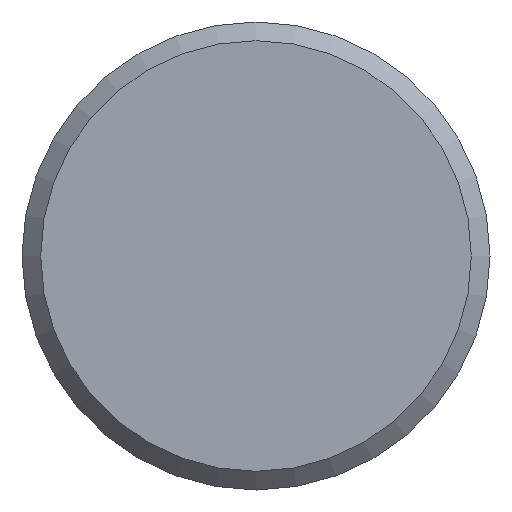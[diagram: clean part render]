
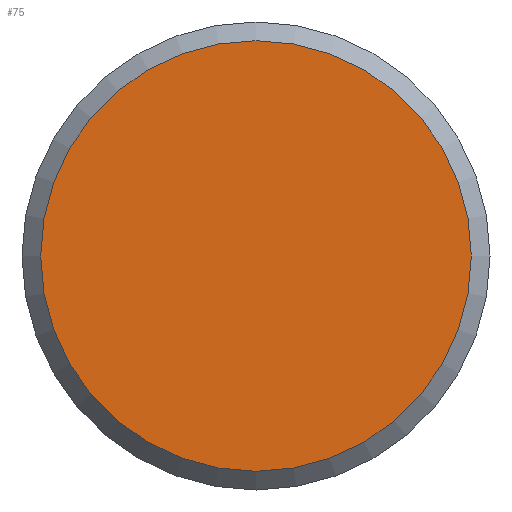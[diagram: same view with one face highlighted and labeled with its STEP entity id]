
A CAD part, front view. The second image highlights one B-rep face of the part: STEP entity #75.
In plain terms, the highlighted planar face has unit normal (0, -1, 0).
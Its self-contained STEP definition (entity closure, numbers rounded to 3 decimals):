
#75 = ADVANCED_FACE( '', ( #182 ), #183, .F. );
#182 = FACE_OUTER_BOUND( '', #334, .T. );
#183 = PLANE( '', #335 );
#334 = EDGE_LOOP( '', ( #492 ) );
#335 = AXIS2_PLACEMENT_3D( '', #493, #494, #495 );
#492 = ORIENTED_EDGE( '', *, *, #766, .T. );
#493 = CARTESIAN_POINT( '', ( 11.5, 0., 0. ) );
#494 = DIRECTION( '', ( 0., 1., 0. ) );
#495 = DIRECTION( '', ( 0., 0., 1. ) );
#766 = EDGE_CURVE( '', #880, #880, #881, .T. );
#880 = VERTEX_POINT( '', #1039 );
#881 = CIRCLE( '', #1040, 11.5 );
#1039 = CARTESIAN_POINT( '', ( 0., 0., -11.5 ) );
#1040 = AXIS2_PLACEMENT_3D( '', #1313, #1314, #1315 );
#1313 = CARTESIAN_POINT( '', ( 0., 0., 0. ) );
#1314 = DIRECTION( '', ( 0., -1., 0. ) );
#1315 = DIRECTION( '', ( 0., 0., -1. ) );
